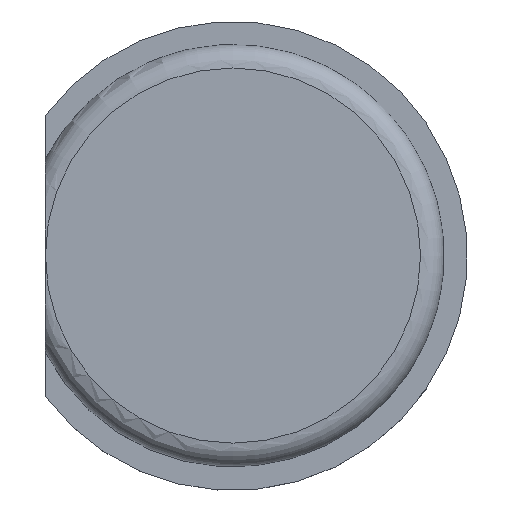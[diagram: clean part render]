
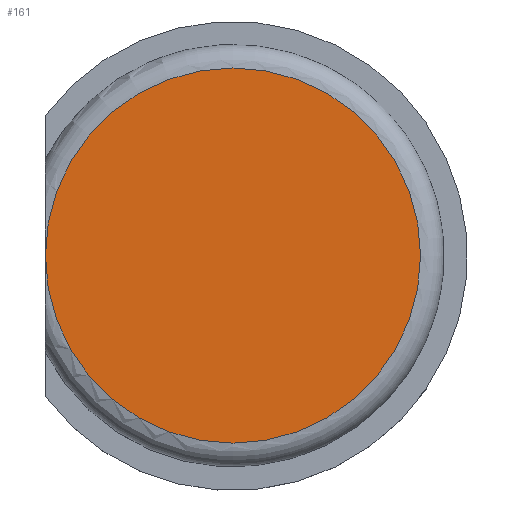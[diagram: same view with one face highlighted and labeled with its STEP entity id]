
A CAD part, top view. The second image highlights one B-rep face of the part: STEP entity #161.
In plain terms, the highlighted planar face has unit normal (0, 0, 1).
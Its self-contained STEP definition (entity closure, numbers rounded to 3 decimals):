
#49=FACE_OUTER_BOUND('',#61,.T.);
#61=EDGE_LOOP('',(#136));
#67=CIRCLE('',#183,4.);
#76=VERTEX_POINT('',#255);
#98=EDGE_CURVE('',#76,#76,#67,.T.);
#136=ORIENTED_EDGE('',*,*,#98,.F.);
#151=PLANE('',#193);
#161=ADVANCED_FACE('',(#49),#151,.T.);
#183=AXIS2_PLACEMENT_3D('',#296,#216,#217);
#193=AXIS2_PLACEMENT_3D('',#311,#238,#239);
#216=DIRECTION('center_axis',(0.,0.,-1.));
#217=DIRECTION('ref_axis',(-1.,0.,0.));
#238=DIRECTION('center_axis',(0.,0.,1.));
#239=DIRECTION('ref_axis',(-1.,0.,0.));
#255=CARTESIAN_POINT('',(21.,-10.,5.5));
#296=CARTESIAN_POINT('Origin',(25.,-10.,5.5));
#311=CARTESIAN_POINT('Origin',(25.,-10.,5.5));
